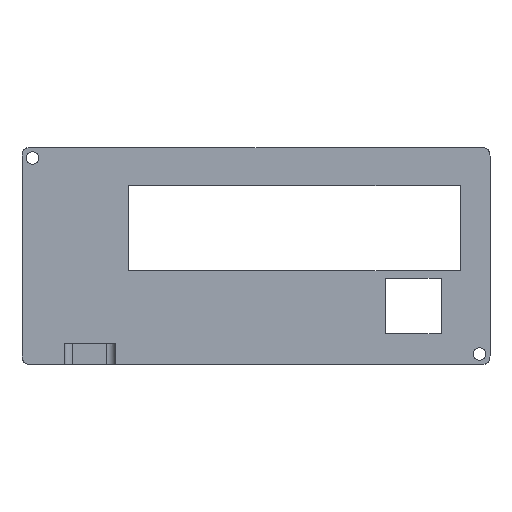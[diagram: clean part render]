
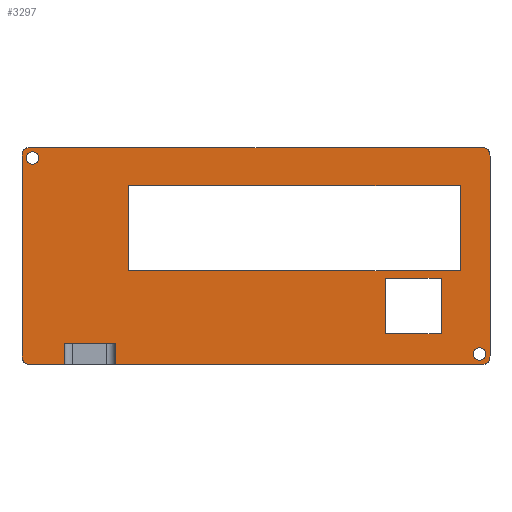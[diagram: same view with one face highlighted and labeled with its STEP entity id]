
A CAD part, front view. The second image highlights one B-rep face of the part: STEP entity #3297.
In plain terms, the highlighted planar face has unit normal (0, -1, 0).
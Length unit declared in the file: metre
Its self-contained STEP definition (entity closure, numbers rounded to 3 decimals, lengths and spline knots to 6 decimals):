
#167=LINE('',#4577,#466);
#168=LINE('',#4580,#467);
#169=LINE('',#4582,#468);
#170=LINE('',#4584,#469);
#171=LINE('',#4585,#470);
#172=LINE('',#4593,#471);
#173=LINE('',#4600,#472);
#174=LINE('',#4607,#473);
#175=LINE('',#4614,#474);
#176=LINE('',#4616,#475);
#177=LINE('',#4618,#476);
#178=LINE('',#4620,#477);
#179=LINE('',#4625,#478);
#180=LINE('',#4628,#479);
#181=LINE('',#4630,#480);
#182=LINE('',#4632,#481);
#466=VECTOR('',#3726,1.);
#467=VECTOR('',#3727,1.);
#468=VECTOR('',#3728,1.);
#469=VECTOR('',#3729,1.);
#470=VECTOR('',#3730,1.);
#471=VECTOR('',#3731,1.);
#472=VECTOR('',#3732,1.);
#473=VECTOR('',#3733,1.);
#474=VECTOR('',#3734,1.);
#475=VECTOR('',#3735,1.);
#476=VECTOR('',#3736,1.);
#477=VECTOR('',#3737,1.);
#478=VECTOR('',#3742,1.);
#479=VECTOR('',#3743,1.);
#480=VECTOR('',#3744,1.);
#481=VECTOR('',#3745,1.);
#760=B_SPLINE_CURVE_WITH_KNOTS('',3,(#4588,#4589,#4590,#4591),
 .UNSPECIFIED.,.F.,.F.,(4,4),(0.,1.),.UNSPECIFIED.);
#761=B_SPLINE_CURVE_WITH_KNOTS('',3,(#4595,#4596,#4597,#4598),
 .UNSPECIFIED.,.F.,.F.,(4,4),(0.,1.),.UNSPECIFIED.);
#762=B_SPLINE_CURVE_WITH_KNOTS('',3,(#4602,#4603,#4604,#4605),
 .UNSPECIFIED.,.F.,.F.,(4,4),(0.,1.),.UNSPECIFIED.);
#763=B_SPLINE_CURVE_WITH_KNOTS('',3,(#4609,#4610,#4611,#4612),
 .UNSPECIFIED.,.F.,.F.,(4,4),(0.,1.),.UNSPECIFIED.);
#1009=ORIENTED_EDGE('',*,*,#2033,.T.);
#1010=ORIENTED_EDGE('',*,*,#2034,.T.);
#1011=ORIENTED_EDGE('',*,*,#2035,.F.);
#1012=ORIENTED_EDGE('',*,*,#2036,.F.);
#1013=ORIENTED_EDGE('',*,*,#2037,.T.);
#1014=ORIENTED_EDGE('',*,*,#2038,.T.);
#1015=ORIENTED_EDGE('',*,*,#2039,.F.);
#1016=ORIENTED_EDGE('',*,*,#2040,.T.);
#1017=ORIENTED_EDGE('',*,*,#2041,.F.);
#1018=ORIENTED_EDGE('',*,*,#2042,.T.);
#1019=ORIENTED_EDGE('',*,*,#2043,.T.);
#1020=ORIENTED_EDGE('',*,*,#2044,.T.);
#1021=ORIENTED_EDGE('',*,*,#2045,.T.);
#1022=ORIENTED_EDGE('',*,*,#2046,.T.);
#1023=ORIENTED_EDGE('',*,*,#2047,.T.);
#1024=ORIENTED_EDGE('',*,*,#2048,.F.);
#1025=ORIENTED_EDGE('',*,*,#2049,.T.);
#1026=ORIENTED_EDGE('',*,*,#2050,.T.);
#1027=ORIENTED_EDGE('',*,*,#2051,.F.);
#1028=ORIENTED_EDGE('',*,*,#2052,.T.);
#1029=ORIENTED_EDGE('',*,*,#2053,.T.);
#1030=ORIENTED_EDGE('',*,*,#2054,.F.);
#2033=EDGE_CURVE('',#2545,#2546,#167,.T.);
#2034=EDGE_CURVE('',#2546,#2547,#168,.T.);
#2035=EDGE_CURVE('',#2548,#2547,#169,.T.);
#2036=EDGE_CURVE('',#2545,#2548,#170,.T.);
#2037=EDGE_CURVE('',#2549,#2550,#171,.T.);
#2038=EDGE_CURVE('',#2550,#2551,#760,.T.);
#2039=EDGE_CURVE('',#2552,#2551,#172,.T.);
#2040=EDGE_CURVE('',#2552,#2553,#761,.T.);
#2041=EDGE_CURVE('',#2554,#2553,#173,.T.);
#2042=EDGE_CURVE('',#2554,#2555,#762,.T.);
#2043=EDGE_CURVE('',#2555,#2556,#174,.T.);
#2044=EDGE_CURVE('',#2556,#2557,#763,.T.);
#2045=EDGE_CURVE('',#2557,#2558,#175,.T.);
#2046=EDGE_CURVE('',#2558,#2559,#176,.T.);
#2047=EDGE_CURVE('',#2559,#2560,#177,.T.);
#2048=EDGE_CURVE('',#2549,#2560,#178,.T.);
#2049=EDGE_CURVE('',#2561,#2561,#2774,.T.);
#2050=EDGE_CURVE('',#2562,#2562,#2775,.T.);
#2051=EDGE_CURVE('',#2563,#2564,#179,.T.);
#2052=EDGE_CURVE('',#2563,#2565,#180,.T.);
#2053=EDGE_CURVE('',#2565,#2566,#181,.T.);
#2054=EDGE_CURVE('',#2564,#2566,#182,.T.);
#2545=VERTEX_POINT('',#4578);
#2546=VERTEX_POINT('',#4579);
#2547=VERTEX_POINT('',#4581);
#2548=VERTEX_POINT('',#4583);
#2549=VERTEX_POINT('',#4586);
#2550=VERTEX_POINT('',#4587);
#2551=VERTEX_POINT('',#4592);
#2552=VERTEX_POINT('',#4594);
#2553=VERTEX_POINT('',#4599);
#2554=VERTEX_POINT('',#4601);
#2555=VERTEX_POINT('',#4606);
#2556=VERTEX_POINT('',#4608);
#2557=VERTEX_POINT('',#4613);
#2558=VERTEX_POINT('',#4615);
#2559=VERTEX_POINT('',#4617);
#2560=VERTEX_POINT('',#4619);
#2561=VERTEX_POINT('',#4622);
#2562=VERTEX_POINT('',#4624);
#2563=VERTEX_POINT('',#4626);
#2564=VERTEX_POINT('',#4627);
#2565=VERTEX_POINT('',#4629);
#2566=VERTEX_POINT('',#4631);
#2774=CIRCLE('',#3511,0.00147);
#2775=CIRCLE('',#3512,0.00147);
#2805=EDGE_LOOP('',(#1009,#1010,#1011,#1012));
#2806=EDGE_LOOP('',(#1013,#1014,#1015,#1016,#1017,#1018,#1019,#1020,#1021,
#1022,#1023,#1024));
#2807=EDGE_LOOP('',(#1025));
#2808=EDGE_LOOP('',(#1026));
#2809=EDGE_LOOP('',(#1027,#1028,#1029,#1030));
#3011=FACE_BOUND('',#2805,.T.);
#3012=FACE_BOUND('',#2806,.T.);
#3013=FACE_BOUND('',#2807,.T.);
#3014=FACE_BOUND('',#2808,.T.);
#3015=FACE_BOUND('',#2809,.T.);
#3208=PLANE('',#3510);
#3297=ADVANCED_FACE('',(#3011,#3012,#3013,#3014,#3015),#3208,.F.);
#3510=AXIS2_PLACEMENT_3D('',#4576,#3724,#3725);
#3511=AXIS2_PLACEMENT_3D('',#4621,#3738,#3739);
#3512=AXIS2_PLACEMENT_3D('',#4623,#3740,#3741);
#3724=DIRECTION('',(0.,1.,0.));
#3725=DIRECTION('',(1.,0.,0.));
#3726=DIRECTION('',(0.,0.,-1.));
#3727=DIRECTION('',(-1.,0.,0.));
#3728=DIRECTION('',(0.,0.,-1.));
#3729=DIRECTION('',(-1.,0.,0.));
#3730=DIRECTION('',(1.,0.,0.));
#3731=DIRECTION('',(0.,0.,-1.));
#3732=DIRECTION('',(1.,0.,0.));
#3733=DIRECTION('',(0.,0.,-1.));
#3734=DIRECTION('',(1.,0.,0.));
#3735=DIRECTION('',(0.,0.,1.));
#3736=DIRECTION('',(1.,0.,0.));
#3737=DIRECTION('',(0.,0.,1.));
#3738=DIRECTION('',(0.,1.,0.));
#3739=DIRECTION('',(1.,0.,0.));
#3740=DIRECTION('',(0.,1.,0.));
#3741=DIRECTION('',(1.,0.,0.));
#3742=DIRECTION('',(1.,0.,0.));
#3743=DIRECTION('',(0.,0.,1.));
#3744=DIRECTION('',(1.,0.,0.));
#3745=DIRECTION('',(0.,0.,1.));
#4576=CARTESIAN_POINT('',(0.055,0.,-0.0255));
#4577=CARTESIAN_POINT('',(0.103,0.,-0.019));
#4578=CARTESIAN_POINT('',(0.103,0.,-0.009));
#4579=CARTESIAN_POINT('',(0.103,0.,-0.029));
#4580=CARTESIAN_POINT('',(0.064,0.,-0.029));
#4581=CARTESIAN_POINT('',(0.025,0.,-0.029));
#4582=CARTESIAN_POINT('',(0.025,0.,-0.019));
#4583=CARTESIAN_POINT('',(0.025,0.,-0.009));
#4584=CARTESIAN_POINT('',(0.064,0.,-0.009));
#4585=CARTESIAN_POINT('',(0.065945,0.,-0.051));
#4586=CARTESIAN_POINT('',(0.021889,0.,-0.051));
#4587=CARTESIAN_POINT('',(0.108,0.,-0.051));
#4588=CARTESIAN_POINT('',(0.108,0.,-0.051));
#4589=CARTESIAN_POINT('',(0.109333,0.,-0.051));
#4590=CARTESIAN_POINT('',(0.11,0.,-0.050333));
#4591=CARTESIAN_POINT('',(0.11,0.,-0.049));
#4592=CARTESIAN_POINT('',(0.11,0.,-0.049));
#4593=CARTESIAN_POINT('',(0.11,0.,-0.0255));
#4594=CARTESIAN_POINT('',(0.11,0.,-0.002));
#4595=CARTESIAN_POINT('',(0.11,0.,-0.002));
#4596=CARTESIAN_POINT('',(0.11,0.,-0.000667));
#4597=CARTESIAN_POINT('',(0.109333,0.,0.));
#4598=CARTESIAN_POINT('',(0.108,0.,0.));
#4599=CARTESIAN_POINT('',(0.108,0.,0.));
#4600=CARTESIAN_POINT('',(0.055,0.,0.));
#4601=CARTESIAN_POINT('',(0.002,0.,0.));
#4602=CARTESIAN_POINT('',(0.002,0.,0.));
#4603=CARTESIAN_POINT('',(0.000667,0.,0.));
#4604=CARTESIAN_POINT('',(0.,0.,-0.000667));
#4605=CARTESIAN_POINT('',(0.,0.,-0.002));
#4606=CARTESIAN_POINT('',(0.,0.,-0.002));
#4607=CARTESIAN_POINT('',(0.,0.,-0.0255));
#4608=CARTESIAN_POINT('',(0.,0.,-0.049));
#4609=CARTESIAN_POINT('',(0.,0.,-0.049));
#4610=CARTESIAN_POINT('',(0.,0.,-0.050333));
#4611=CARTESIAN_POINT('',(0.000667,0.,-0.051));
#4612=CARTESIAN_POINT('',(0.002,0.,-0.051));
#4613=CARTESIAN_POINT('',(0.002,0.,-0.051));
#4614=CARTESIAN_POINT('',(0.004945,0.,-0.051));
#4615=CARTESIAN_POINT('',(0.009889,0.,-0.051));
#4616=CARTESIAN_POINT('',(0.009889,0.,-0.0485));
#4617=CARTESIAN_POINT('',(0.009889,0.,-0.046));
#4618=CARTESIAN_POINT('',(0.015889,0.,-0.046));
#4619=CARTESIAN_POINT('',(0.021889,0.,-0.046));
#4620=CARTESIAN_POINT('',(0.021889,0.,-0.0485));
#4621=CARTESIAN_POINT('',(0.00247,0.,-0.00247));
#4622=CARTESIAN_POINT('',(0.00394,0.,-0.00247));
#4623=CARTESIAN_POINT('',(0.10753,0.,-0.04853));
#4624=CARTESIAN_POINT('',(0.109,0.,-0.04853));
#4625=CARTESIAN_POINT('',(0.055,0.,-0.04375));
#4626=CARTESIAN_POINT('',(0.0855,0.,-0.04375));
#4627=CARTESIAN_POINT('',(0.0985,0.,-0.04375));
#4628=CARTESIAN_POINT('',(0.0855,0.,-0.0255));
#4629=CARTESIAN_POINT('',(0.0855,0.,-0.03075));
#4630=CARTESIAN_POINT('',(0.055,0.,-0.03075));
#4631=CARTESIAN_POINT('',(0.0985,0.,-0.03075));
#4632=CARTESIAN_POINT('',(0.0985,0.,-0.0255));
